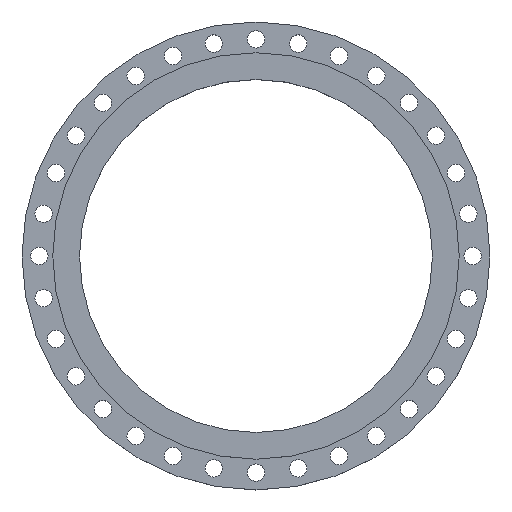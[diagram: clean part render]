
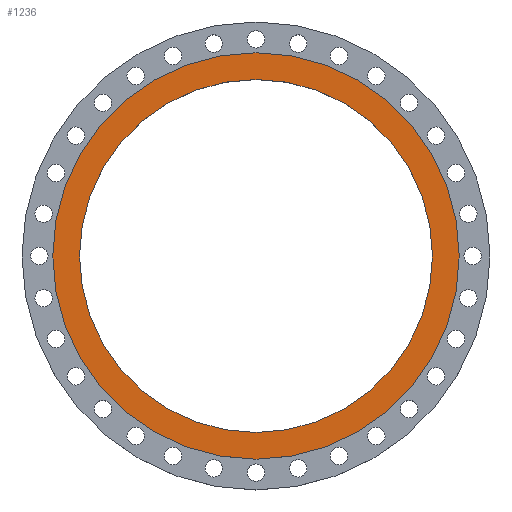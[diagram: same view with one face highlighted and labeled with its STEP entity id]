
A CAD part, top view. The second image highlights one B-rep face of the part: STEP entity #1236.
In plain terms, the highlighted planar face has unit normal (0, 0, 1).
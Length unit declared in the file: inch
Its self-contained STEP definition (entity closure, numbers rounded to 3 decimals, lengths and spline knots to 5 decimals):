
#43 = ORIENTED_EDGE ( 'NONE', *, *, #703, .T. ) ;
#64 = CARTESIAN_POINT ( 'NONE',  ( 0., 0., 0. ) ) ;
#83 = DIRECTION ( 'NONE',  ( 1., 0., 0. ) ) ;
#131 = VERTEX_POINT ( 'NONE', #2821 ) ;
#172 = VERTEX_POINT ( 'NONE', #2829 ) ;
#603 = DIRECTION ( 'NONE',  ( 0., 0., 1. ) ) ;
#609 = EDGE_LOOP ( 'NONE', ( #1295, #43 ) ) ;
#666 = CIRCLE ( 'NONE', #2266, 19. ) ;
#703 = EDGE_CURVE ( 'NONE', #131, #2048, #666, .T. ) ;
#783 = CARTESIAN_POINT ( 'NONE',  ( 0., 0., 0. ) ) ;
#818 = AXIS2_PLACEMENT_3D ( 'NONE', #2288, #2301, #83 ) ;
#904 = EDGE_CURVE ( 'NONE', #172, #1733, #2701, .T. ) ;
#918 = CIRCLE ( 'NONE', #1101, 16.5 ) ;
#977 = DIRECTION ( 'NONE',  ( 0., 0., 1. ) ) ;
#999 = DIRECTION ( 'NONE',  ( 1., 0., 0. ) ) ;
#1051 = ORIENTED_EDGE ( 'NONE', *, *, #2581, .F. ) ;
#1101 = AXIS2_PLACEMENT_3D ( 'NONE', #783, #2349, #999 ) ;
#1148 = AXIS2_PLACEMENT_3D ( 'NONE', #2107, #2764, #1629 ) ;
#1186 = FACE_BOUND ( 'NONE', #2290, .T. ) ;
#1198 = CARTESIAN_POINT ( 'NONE',  ( 16.5, 0., 0. ) ) ;
#1203 = FACE_OUTER_BOUND ( 'NONE', #609, .T. ) ;
#1227 = ORIENTED_EDGE ( 'NONE', *, *, #904, .F. ) ;
#1236 = ADVANCED_FACE ( 'NONE', ( #1186, #1203 ), #2086, .F. ) ;
#1237 = EDGE_CURVE ( 'NONE', #2048, #131, #2272, .T. ) ;
#1295 = ORIENTED_EDGE ( 'NONE', *, *, #1237, .T. ) ;
#1629 = DIRECTION ( 'NONE',  ( -1., 0., 0. ) ) ;
#1684 = CARTESIAN_POINT ( 'NONE',  ( 0., 0., 0. ) ) ;
#1721 = CARTESIAN_POINT ( 'NONE',  ( 19., 0., 0. ) ) ;
#1733 = VERTEX_POINT ( 'NONE', #1198 ) ;
#1872 = DIRECTION ( 'NONE',  ( 1., 0., 0. ) ) ;
#2048 = VERTEX_POINT ( 'NONE', #1721 ) ;
#2086 = PLANE ( 'NONE',  #1148 ) ;
#2107 = CARTESIAN_POINT ( 'NONE',  ( 0., 16.5, 0. ) ) ;
#2198 = DIRECTION ( 'NONE',  ( 1., 0., 0. ) ) ;
#2266 = AXIS2_PLACEMENT_3D ( 'NONE', #1684, #603, #2198 ) ;
#2272 = CIRCLE ( 'NONE', #2461, 19. ) ;
#2288 = CARTESIAN_POINT ( 'NONE',  ( 0., 0., 0. ) ) ;
#2290 = EDGE_LOOP ( 'NONE', ( #1051, #1227 ) ) ;
#2301 = DIRECTION ( 'NONE',  ( 0., 0., 1. ) ) ;
#2349 = DIRECTION ( 'NONE',  ( 0., 0., 1. ) ) ;
#2461 = AXIS2_PLACEMENT_3D ( 'NONE', #64, #977, #1872 ) ;
#2581 = EDGE_CURVE ( 'NONE', #1733, #172, #918, .T. ) ;
#2701 = CIRCLE ( 'NONE', #818, 16.5 ) ;
#2764 = DIRECTION ( 'NONE',  ( 0., 0., -1. ) ) ;
#2821 = CARTESIAN_POINT ( 'NONE',  ( -19., 0., 0. ) ) ;
#2829 = CARTESIAN_POINT ( 'NONE',  ( -16.5, 0., 0. ) ) ;
